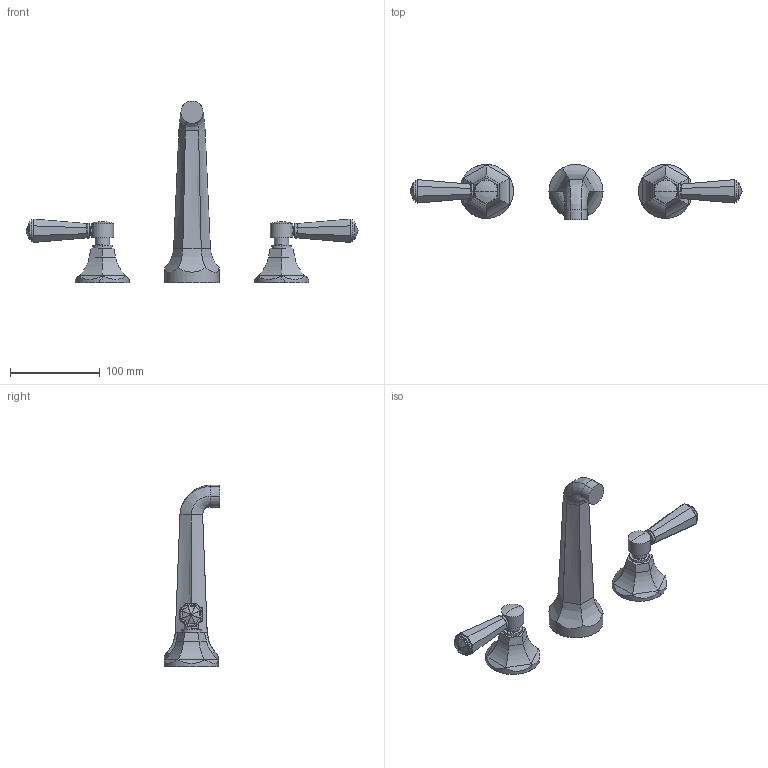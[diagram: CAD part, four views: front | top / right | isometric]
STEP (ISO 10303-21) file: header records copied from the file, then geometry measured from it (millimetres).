
FILE_DESCRIPTION((''),'2;1');
FILE_NAME('3-1231_SW0001','2020-11-25T17:13:18',('rsmith'),(''),'CREO PARAMETRIC BY PTC INC, 2018400','CREO PARAMETRIC BY PTC INC, 2018400','');
FILE_SCHEMA(('AUTOMOTIVE_DESIGN { 1 0 10303 214 1 1 1 1 }'));
Length unit declared in the file: inch
Products named in the file (1): 3-1231_SW0001
Bounding box: 370.59 x 61.92 x 202.82 mm (x, y, z)
Volume: 383477.5 mm3; surface area: 61604.5 mm2
Topology: 3 solids, 3 shells, 298 faces, 654 edges, 374 vertices
Faces by surface type: plane 140, cylinder 90, sphere 32, bspline 24, torus 12
Entity records: 16251 total; most frequent: CARTESIAN_POINT 4348, DIRECTION 1302, ORIENTED_EDGE 1300, PRESENTATION_STYLE_ASSIGNMENT 951, STYLED_ITEM 653, CURVE_STYLE 650, EDGE_CURVE 650, FILL_AREA_STYLE_COLOUR 557
